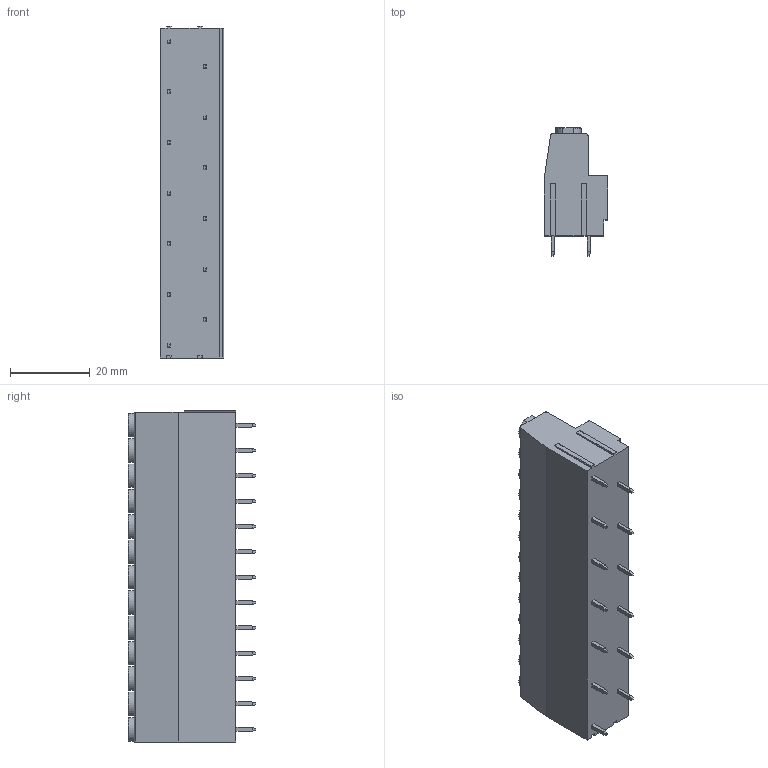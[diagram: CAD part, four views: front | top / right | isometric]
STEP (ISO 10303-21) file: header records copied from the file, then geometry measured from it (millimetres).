
FILE_DESCRIPTION((''),'2;1');
FILE_NAME('PRT0050','2024-10-21T',('yanfa'),(''),'PRO/ENGINEER BY PARAMETRIC TECHNOLOGY CORPORATION, 2009280','PRO/ENGINEER BY PARAMETRIC TECHNOLOGY CORPORATION, 2009280','');
FILE_SCHEMA(('AUTOMOTIVE_DESIGN_CC2 { 1 2 10303 214 -1 1 5 2 }'));
Length unit declared in the file: millimetre
Products named in the file (1): PRT0050
Bounding box: 15.85 x 32 x 83.15 mm (x, y, z)
Volume: 24612.2 mm3; surface area: 11121.4 mm2
Topology: 1 solids, 1 shells, 706 faces, 1787 edges, 1148 vertices
Faces by surface type: plane 430, cylinder 172, torus 52, cone 52
Entity records: 21633 total; most frequent: CARTESIAN_POINT 4421, ORIENTED_EDGE 3574, DIRECTION 3543, EDGE_CURVE 1787, VECTOR 1235, LINE 1235, AXIS2_PLACEMENT_3D 1154, VERTEX_POINT 1148
